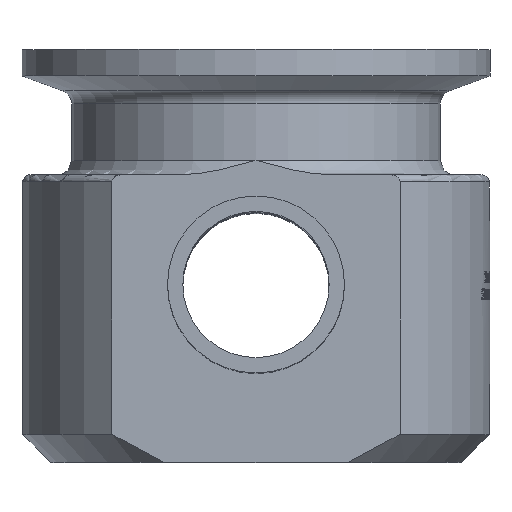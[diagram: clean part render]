
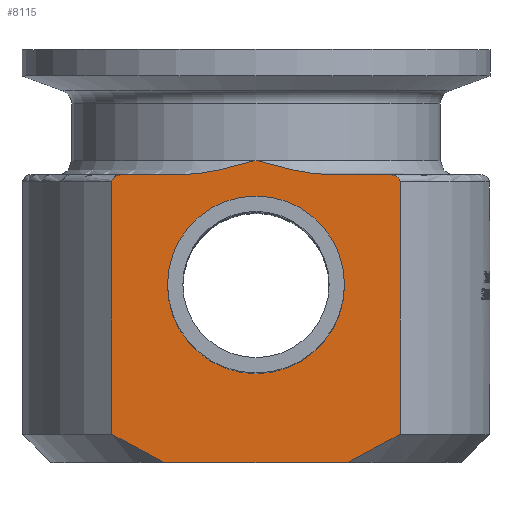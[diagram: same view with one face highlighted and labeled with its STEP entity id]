
A CAD part, top view. The second image highlights one B-rep face of the part: STEP entity #8115.
In plain terms, the highlighted planar face has unit normal (0, 0, 1).
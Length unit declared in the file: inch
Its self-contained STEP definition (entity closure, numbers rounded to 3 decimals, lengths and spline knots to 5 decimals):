
#15=(
BOUNDED_CURVE()
B_SPLINE_CURVE(2,(#17423,#17424,#17425),.UNSPECIFIED.,.F.,.F.)
B_SPLINE_CURVE_WITH_KNOTS((3,3),(0.,0.63372),.UNSPECIFIED.)
CURVE()
GEOMETRIC_REPRESENTATION_ITEM()
RATIONAL_B_SPLINE_CURVE((1.,1.007,1.))
REPRESENTATION_ITEM('')
);
#16=(
BOUNDED_CURVE()
B_SPLINE_CURVE(2,(#17476,#17477,#17478),.UNSPECIFIED.,.F.,.F.)
B_SPLINE_CURVE_WITH_KNOTS((3,3),(0.,0.63372),.UNSPECIFIED.)
CURVE()
GEOMETRIC_REPRESENTATION_ITEM()
RATIONAL_B_SPLINE_CURVE((1.,1.007,1.))
REPRESENTATION_ITEM('')
);
#173=FACE_BOUND('',#1507,.T.);
#174=FACE_BOUND('',#1508,.T.);
#392=PLANE('',#8680);
#1507=EDGE_LOOP('',(#7538));
#1508=EDGE_LOOP('',(#7539,#7540,#7541,#7542,#7543,#7544,#7545,#7546,#7547,
#7548,#7549));
#1732=CIRCLE('',#8667,0.375);
#2267=LINE('',#17226,#2797);
#2272=LINE('',#17420,#2802);
#2273=LINE('',#17445,#2803);
#2274=LINE('',#17460,#2804);
#2275=LINE('',#17475,#2805);
#2797=VECTOR('',#10208,1.071);
#2802=VECTOR('',#10309,0.78265);
#2803=VECTOR('',#10324,0.24893);
#2804=VECTOR('',#10331,0.24893);
#2805=VECTOR('',#10332,1.071);
#3174=B_SPLINE_CURVE_WITH_KNOTS('',3,(#17430,#17431,#17432,#17433,#17434,
#17435,#17436,#17437,#17438,#17439,#17440,#17441),.UNSPECIFIED.,.F.,.F.,
(4,2,2,2,2,4),(-0.15291,-0.10353,-0.0642,
-0.02695,-0.01284,0.),.UNSPECIFIED.);
#3175=B_SPLINE_CURVE_WITH_KNOTS('',3,(#17449,#17450,#17451,#17452),
 .UNSPECIFIED.,.F.,.F.,(4,4),(0.,0.76293),.UNSPECIFIED.);
#3176=B_SPLINE_CURVE_WITH_KNOTS('',3,(#17455,#17456,#17457,#17458),
 .UNSPECIFIED.,.F.,.F.,(4,4),(1.53842,2.30135),
 .UNSPECIFIED.);
#3177=B_SPLINE_CURVE_WITH_KNOTS('',3,(#17462,#17463,#17464,#17465,#17466,
#17467,#17468,#17469,#17470,#17471,#17472,#17473),.UNSPECIFIED.,.F.,.F.,
(4,2,2,2,2,4),(0.,0.01284,0.02695,0.0642,
0.10353,0.15291),.UNSPECIFIED.);
#3938=VERTEX_POINT('',#17223);
#3939=VERTEX_POINT('',#17225);
#3967=VERTEX_POINT('',#17366);
#3977=VERTEX_POINT('',#17417);
#3978=VERTEX_POINT('',#17419);
#3979=VERTEX_POINT('',#17428);
#3980=VERTEX_POINT('',#17443);
#3981=VERTEX_POINT('',#17447);
#3982=VERTEX_POINT('',#17454);
#3983=VERTEX_POINT('',#17459);
#3984=VERTEX_POINT('',#17461);
#3985=VERTEX_POINT('',#17474);
#5125=EDGE_CURVE('',#3938,#3939,#2267,.T.);
#5156=EDGE_CURVE('',#3967,#3967,#1732,.T.);
#5168=EDGE_CURVE('',#3977,#3978,#2272,.T.);
#5170=EDGE_CURVE('',#3939,#3977,#15,.T.);
#5172=EDGE_CURVE('',#3979,#3938,#3174,.T.);
#5174=EDGE_CURVE('',#3980,#3979,#2273,.T.);
#5176=EDGE_CURVE('',#3981,#3980,#3175,.T.);
#5177=EDGE_CURVE('',#3982,#3981,#3176,.T.);
#5178=EDGE_CURVE('',#3983,#3982,#2274,.T.);
#5179=EDGE_CURVE('',#3984,#3983,#3177,.T.);
#5180=EDGE_CURVE('',#3985,#3984,#2275,.T.);
#5181=EDGE_CURVE('',#3978,#3985,#16,.T.);
#7538=ORIENTED_EDGE('',*,*,#5156,.T.);
#7539=ORIENTED_EDGE('',*,*,#5170,.F.);
#7540=ORIENTED_EDGE('',*,*,#5125,.F.);
#7541=ORIENTED_EDGE('',*,*,#5172,.F.);
#7542=ORIENTED_EDGE('',*,*,#5174,.F.);
#7543=ORIENTED_EDGE('',*,*,#5176,.F.);
#7544=ORIENTED_EDGE('',*,*,#5177,.F.);
#7545=ORIENTED_EDGE('',*,*,#5178,.F.);
#7546=ORIENTED_EDGE('',*,*,#5179,.F.);
#7547=ORIENTED_EDGE('',*,*,#5180,.F.);
#7548=ORIENTED_EDGE('',*,*,#5181,.F.);
#7549=ORIENTED_EDGE('',*,*,#5168,.F.);
#8115=ADVANCED_FACE('',(#173,#174),#392,.F.);
#8667=AXIS2_PLACEMENT_3D('',#17367,#10297,#10298);
#8680=AXIS2_PLACEMENT_3D('',#17453,#10329,#10330);
#10208=DIRECTION('',(0.,-1.,0.));
#10297=DIRECTION('center_axis',(0.,0.,
-1.));
#10298=DIRECTION('ref_axis',(0.,1.,0.));
#10309=DIRECTION('',(-1.,0.,0.));
#10324=DIRECTION('',(1.,0.,0.));
#10329=DIRECTION('center_axis',(0.,0.,
-1.));
#10330=DIRECTION('ref_axis',(0.,1.,0.));
#10331=DIRECTION('',(1.,0.,0.));
#10332=DIRECTION('',(0.,1.,0.));
#17223=CARTESIAN_POINT('',(0.611,0.439,0.7815));
#17225=CARTESIAN_POINT('',(0.611,-0.632,0.7815));
#17226=CARTESIAN_POINT('',(0.611,-0.1405,0.7815));
#17366=CARTESIAN_POINT('',(0.,-0.375,0.7815));
#17367=CARTESIAN_POINT('Origin',(0.,0.,
0.7815));
#17417=CARTESIAN_POINT('',(0.39132,-0.75,0.7815));
#17419=CARTESIAN_POINT('',(-0.39132,-0.75,0.7815));
#17420=CARTESIAN_POINT('',(0.76937,-0.75,0.7815));
#17423=CARTESIAN_POINT('Ctrl Pts',(0.611,-0.632,0.7815));
#17424=CARTESIAN_POINT('Ctrl Pts',(0.49422,-0.70393,
0.7815));
#17425=CARTESIAN_POINT('Ctrl Pts',(0.39132,-0.75,
0.7815));
#17428=CARTESIAN_POINT('',(0.56098,0.469,0.7815));
#17430=CARTESIAN_POINT('Ctrl Pts',(0.56098,0.469,0.7815));
#17431=CARTESIAN_POINT('Ctrl Pts',(0.56746,0.469,0.7815));
#17432=CARTESIAN_POINT('Ctrl Pts',(0.57519,0.46811,
0.7815));
#17433=CARTESIAN_POINT('Ctrl Pts',(0.58645,0.46515,
0.7815));
#17434=CARTESIAN_POINT('Ctrl Pts',(0.59222,0.46289,
0.7815));
#17435=CARTESIAN_POINT('Ctrl Pts',(0.60081,0.45768,0.7815));
#17436=CARTESIAN_POINT('Ctrl Pts',(0.60523,0.45383,
0.7815));
#17437=CARTESIAN_POINT('Ctrl Pts',(0.60878,0.4481,
0.7815));
#17438=CARTESIAN_POINT('Ctrl Pts',(0.60971,0.44608,
0.7815));
#17439=CARTESIAN_POINT('Ctrl Pts',(0.61071,0.44269,
0.7815));
#17440=CARTESIAN_POINT('Ctrl Pts',(0.611,0.44069,
0.7815));
#17441=CARTESIAN_POINT('Ctrl Pts',(0.611,0.439,0.7815));
#17443=CARTESIAN_POINT('',(0.31206,0.469,0.7815));
#17445=CARTESIAN_POINT('',(0.96474,0.469,0.7815));
#17447=CARTESIAN_POINT('',(0.,0.529,0.7815));
#17449=CARTESIAN_POINT('Ctrl Pts',(0.,0.529,0.7815));
#17450=CARTESIAN_POINT('Ctrl Pts',(0.09649,0.50227,
0.7815));
#17451=CARTESIAN_POINT('Ctrl Pts',(0.21194,0.469,0.7815));
#17452=CARTESIAN_POINT('Ctrl Pts',(0.31206,0.469,0.7815));
#17453=CARTESIAN_POINT('Origin',(1.04273,-0.75,0.7815));
#17454=CARTESIAN_POINT('',(-0.31206,0.469,0.7815));
#17455=CARTESIAN_POINT('Ctrl Pts',(-0.31206,0.469,0.7815));
#17456=CARTESIAN_POINT('Ctrl Pts',(-0.21194,0.469,0.7815));
#17457=CARTESIAN_POINT('Ctrl Pts',(-0.09649,0.50227,
0.7815));
#17458=CARTESIAN_POINT('Ctrl Pts',(0.,0.529,0.7815));
#17459=CARTESIAN_POINT('',(-0.56098,0.469,0.7815));
#17460=CARTESIAN_POINT('',(0.96474,0.469,0.7815));
#17461=CARTESIAN_POINT('',(-0.611,0.439,0.7815));
#17462=CARTESIAN_POINT('Ctrl Pts',(-0.611,0.439,0.7815));
#17463=CARTESIAN_POINT('Ctrl Pts',(-0.611,0.44069,
0.7815));
#17464=CARTESIAN_POINT('Ctrl Pts',(-0.61071,0.44269,
0.7815));
#17465=CARTESIAN_POINT('Ctrl Pts',(-0.60971,0.44608,
0.7815));
#17466=CARTESIAN_POINT('Ctrl Pts',(-0.60878,0.4481,
0.7815));
#17467=CARTESIAN_POINT('Ctrl Pts',(-0.60523,0.45383,
0.7815));
#17468=CARTESIAN_POINT('Ctrl Pts',(-0.60081,0.45768,
0.7815));
#17469=CARTESIAN_POINT('Ctrl Pts',(-0.59222,0.46289,
0.7815));
#17470=CARTESIAN_POINT('Ctrl Pts',(-0.58645,0.46515,
0.7815));
#17471=CARTESIAN_POINT('Ctrl Pts',(-0.57519,0.46811,
0.7815));
#17472=CARTESIAN_POINT('Ctrl Pts',(-0.56746,0.469,0.7815));
#17473=CARTESIAN_POINT('Ctrl Pts',(-0.56098,0.469,0.7815));
#17474=CARTESIAN_POINT('',(-0.611,-0.632,0.7815));
#17475=CARTESIAN_POINT('',(-0.611,-0.1405,0.7815));
#17476=CARTESIAN_POINT('Ctrl Pts',(-0.39132,-0.75,
0.7815));
#17477=CARTESIAN_POINT('Ctrl Pts',(-0.49422,-0.70393,
0.7815));
#17478=CARTESIAN_POINT('Ctrl Pts',(-0.611,-0.632,0.7815));
